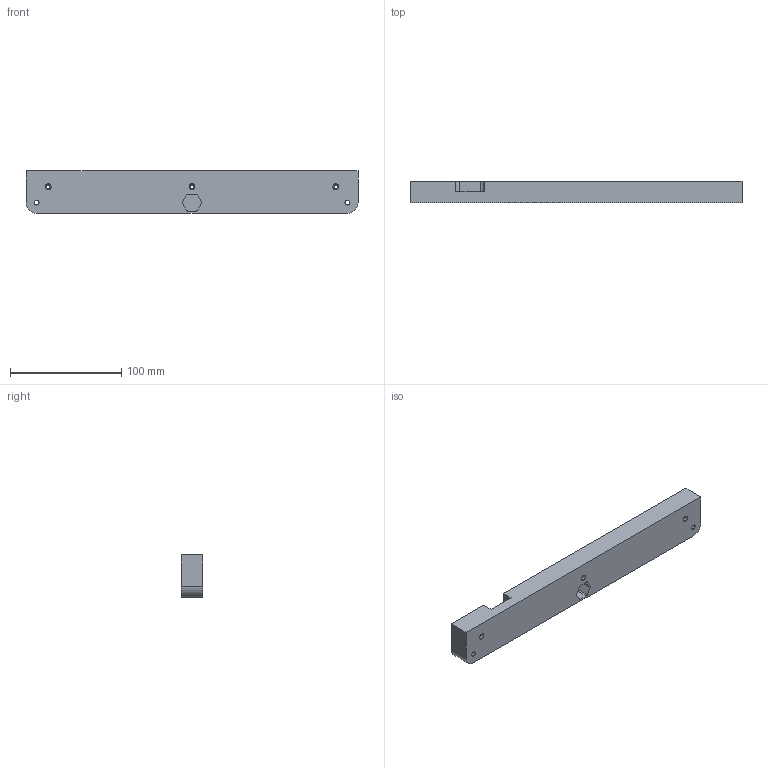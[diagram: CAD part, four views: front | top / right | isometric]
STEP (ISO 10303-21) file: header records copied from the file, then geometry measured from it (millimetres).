
FILE_DESCRIPTION (( 'STEP AP203' ), '1' );
FILE_NAME ('solar_mount_top.STEP', '2017-04-29T00:18:16', ( '' ), ( '' ), 'SwSTEP 2.0', 'SolidWorks 2015', '' );
FILE_SCHEMA (( 'CONFIG_CONTROL_DESIGN' ));
Length unit declared in the file: inch
Products named in the file (1): solar_mount_top
Bounding box: 298.45 x 19.05 x 38.1 mm (x, y, z)
Volume: 206209.4 mm3; surface area: 37912.8 mm2
Topology: 1 solids, 1 shells, 61 faces, 150 edges, 100 vertices
Faces by surface type: cylinder 36, plane 25
Entity records: 1935 total; most frequent: DIRECTION 346, CARTESIAN_POINT 312, ORIENTED_EDGE 300, EDGE_CURVE 150, AXIS2_PLACEMENT_3D 134, VERTEX_POINT 100, EDGE_LOOP 80, VECTOR 78
